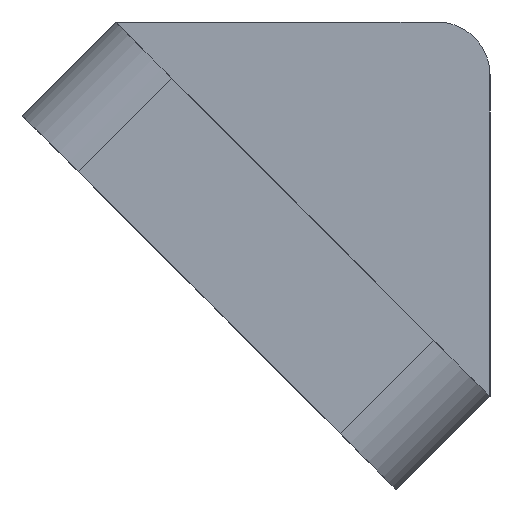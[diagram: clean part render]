
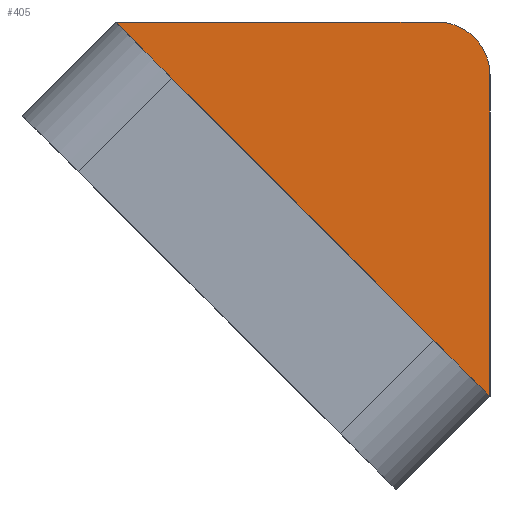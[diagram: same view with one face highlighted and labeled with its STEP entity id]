
A CAD part, left-side view. The second image highlights one B-rep face of the part: STEP entity #405.
In plain terms, the highlighted planar face has unit normal (-1, 0, 0).
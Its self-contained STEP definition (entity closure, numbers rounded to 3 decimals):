
#24 = VERTEX_POINT('',#25);
#25 = CARTESIAN_POINT('',(-15.,-14.142,-14.142));
#97 = VERTEX_POINT('',#98);
#98 = CARTESIAN_POINT('',(-15.,0.,0.));
#104 = EDGE_CURVE('',#97,#24,#105,.T.);
#105 = LINE('',#106,#107);
#106 = CARTESIAN_POINT('',(-15.,0.,0.));
#107 = VECTOR('',#108,1.);
#108 = DIRECTION('',(0.,-0.707,-0.707));
#162 = EDGE_CURVE('',#24,#163,#165,.T.);
#163 = VERTEX_POINT('',#164);
#164 = CARTESIAN_POINT('',(-15.,-14.142,-2.));
#165 = LINE('',#166,#167);
#166 = CARTESIAN_POINT('',(-15.,-14.142,-14.142));
#167 = VECTOR('',#168,1.);
#168 = DIRECTION('',(0.,0.,1.));
#405 = ADVANCED_FACE('',(#406),#425,.F.);
#406 = FACE_BOUND('',#407,.F.);
#407 = EDGE_LOOP('',(#408,#409,#410,#418));
#408 = ORIENTED_EDGE('',*,*,#162,.F.);
#409 = ORIENTED_EDGE('',*,*,#104,.F.);
#410 = ORIENTED_EDGE('',*,*,#411,.F.);
#411 = EDGE_CURVE('',#412,#97,#414,.T.);
#412 = VERTEX_POINT('',#413);
#413 = CARTESIAN_POINT('',(-15.,-12.142,0.));
#414 = LINE('',#415,#416);
#415 = CARTESIAN_POINT('',(-15.,-14.142,0.));
#416 = VECTOR('',#417,1.);
#417 = DIRECTION('',(0.,1.,0.));
#418 = ORIENTED_EDGE('',*,*,#419,.F.);
#419 = EDGE_CURVE('',#163,#412,#420,.T.);
#420 = CIRCLE('',#421,2.);
#421 = AXIS2_PLACEMENT_3D('',#422,#423,#424);
#422 = CARTESIAN_POINT('',(-15.,-12.142,-2.));
#423 = DIRECTION('',(-1.,0.,0.));
#424 = DIRECTION('',(0.,-1.,0.));
#425 = PLANE('',#426);
#426 = AXIS2_PLACEMENT_3D('',#427,#428,#429);
#427 = CARTESIAN_POINT('',(-15.,-9.142,-5.));
#428 = DIRECTION('',(1.,0.,0.));
#429 = DIRECTION('',(0.,0.,1.));
